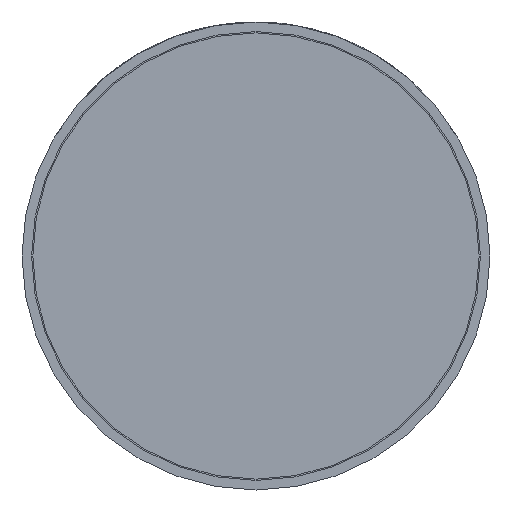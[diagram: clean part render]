
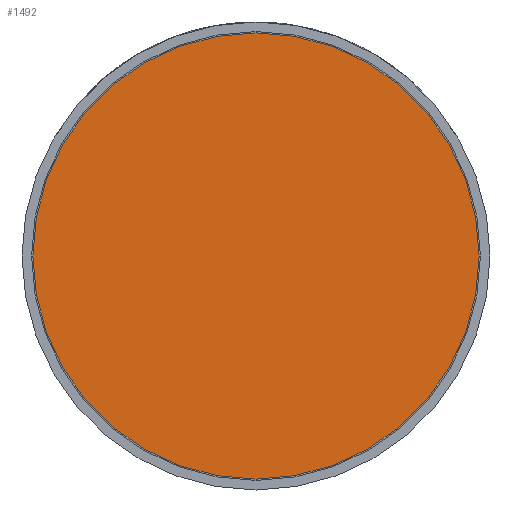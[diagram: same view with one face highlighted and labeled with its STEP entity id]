
A CAD part, front view. The second image highlights one B-rep face of the part: STEP entity #1492.
In plain terms, the highlighted planar face has unit normal (0, -1, 0).
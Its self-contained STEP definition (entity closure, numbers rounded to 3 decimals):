
#93 = EDGE_LOOP ( 'NONE', ( #1557, #1518 ) ) ;
#252 = PLANE ( 'NONE',  #911 ) ;
#305 = VERTEX_POINT ( 'NONE', #4029 ) ;
#325 = AXIS2_PLACEMENT_3D ( 'NONE', #752, #4160, #3543 ) ;
#328 = VERTEX_POINT ( 'NONE', #1601 ) ;
#752 = CARTESIAN_POINT ( 'NONE',  ( 0., 0., 0. ) ) ;
#789 = FACE_OUTER_BOUND ( 'NONE', #93, .T. ) ;
#911 = AXIS2_PLACEMENT_3D ( 'NONE', #2316, #3013, #2698 ) ;
#1083 = DIRECTION ( 'NONE',  ( 0., -1., 0. ) ) ;
#1266 = CIRCLE ( 'NONE', #325, 1.74 ) ;
#1492 = ADVANCED_FACE ( 'Defeature ausgef�hrt1_7', ( #789 ), #252, .T. ) ;
#1518 = ORIENTED_EDGE ( 'NONE', *, *, #2843, .T. ) ;
#1557 = ORIENTED_EDGE ( 'NONE', *, *, #2836, .T. ) ;
#1601 = CARTESIAN_POINT ( 'NONE',  ( 0., 0., 1.74 ) ) ;
#2301 = AXIS2_PLACEMENT_3D ( 'NONE', #3895, #1083, #3564 ) ;
#2316 = CARTESIAN_POINT ( 'NONE',  ( 0., 0., 0. ) ) ;
#2698 = DIRECTION ( 'NONE',  ( 0., 0., -1. ) ) ;
#2836 = EDGE_CURVE ( 'Defeature ausgef�hrt1_7+Defeature ausgef�hrt1_8+Defeature ausgef�hrt1_8+Defeature ausgef�hrt1_8', #305, #328, #1266, .T. ) ;
#2843 = EDGE_CURVE ( 'Defeature ausgef�hrt1_7+Defeature ausgef�hrt1_8+Defeature ausgef�hrt1_8+Defeature ausgef�hrt1_8', #328, #305, #3231, .T. ) ;
#3013 = DIRECTION ( 'NONE',  ( 0., -1., 0. ) ) ;
#3231 = CIRCLE ( 'NONE', #2301, 1.74 ) ;
#3543 = DIRECTION ( 'NONE',  ( 0., 0., -1. ) ) ;
#3564 = DIRECTION ( 'NONE',  ( 0., 0., -1. ) ) ;
#3895 = CARTESIAN_POINT ( 'NONE',  ( 0., 0., 0. ) ) ;
#4029 = CARTESIAN_POINT ( 'NONE',  ( 0., 0., -1.74 ) ) ;
#4160 = DIRECTION ( 'NONE',  ( 0., -1., 0. ) ) ;
